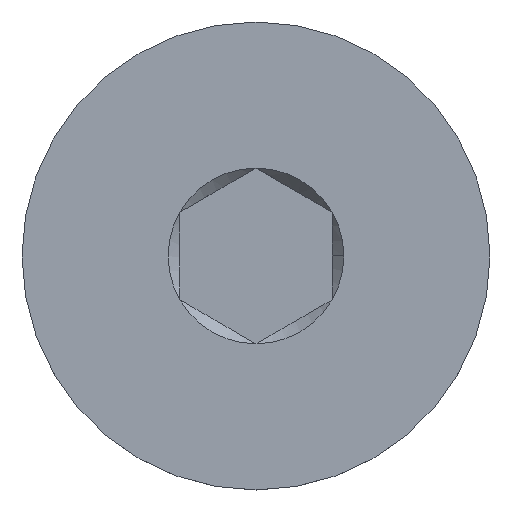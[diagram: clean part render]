
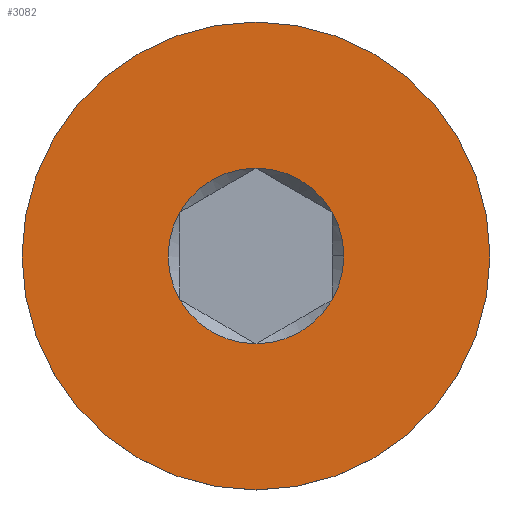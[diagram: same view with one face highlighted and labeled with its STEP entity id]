
A CAD part, top view. The second image highlights one B-rep face of the part: STEP entity #3082.
In plain terms, the highlighted planar face has unit normal (0, 0, 1).
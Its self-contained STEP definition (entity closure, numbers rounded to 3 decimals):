
#10 = VERTEX_POINT ( 'NONE', #1739 ) ;
#61 = ORIENTED_EDGE ( 'NONE', *, *, #3758, .F. ) ;
#66 = DIRECTION ( 'NONE',  ( 1., 0., 0. ) ) ;
#197 = ORIENTED_EDGE ( 'NONE', *, *, #2309, .F. ) ;
#222 = DIRECTION ( 'NONE',  ( 1., 0., 0. ) ) ;
#245 = AXIS2_PLACEMENT_3D ( 'NONE', #831, #1227, #3742 ) ;
#249 = EDGE_CURVE ( 'NONE', #3896, #10, #2280, .T. ) ;
#366 = EDGE_LOOP ( 'NONE', ( #856, #2963 ) ) ;
#407 = VERTEX_POINT ( 'NONE', #3213 ) ;
#536 = AXIS2_PLACEMENT_3D ( 'NONE', #2277, #4176, #66 ) ;
#610 = ORIENTED_EDGE ( 'NONE', *, *, #3109, .F. ) ;
#650 = VERTEX_POINT ( 'NONE', #3047 ) ;
#831 = CARTESIAN_POINT ( 'NONE',  ( 0., 0., 5. ) ) ;
#849 = CIRCLE ( 'NONE', #536, 0.751 ) ;
#856 = ORIENTED_EDGE ( 'NONE', *, *, #3486, .F. ) ;
#903 = CIRCLE ( 'NONE', #1763, 0.751 ) ;
#904 = CIRCLE ( 'NONE', #245, 0.751 ) ;
#929 = DIRECTION ( 'NONE',  ( 0., 0., 1. ) ) ;
#998 = CARTESIAN_POINT ( 'NONE',  ( 0., 0., 5. ) ) ;
#1227 = DIRECTION ( 'NONE',  ( 0., 0., 1. ) ) ;
#1234 = CARTESIAN_POINT ( 'NONE',  ( 0.751, 0., 5. ) ) ;
#1239 = VERTEX_POINT ( 'NONE', #3216 ) ;
#1303 = CIRCLE ( 'NONE', #1729, 2. ) ;
#1339 = EDGE_CURVE ( 'NONE', #407, #650, #903, .T. ) ;
#1436 = CARTESIAN_POINT ( 'NONE',  ( 0., 0., 5. ) ) ;
#1471 = CARTESIAN_POINT ( 'NONE',  ( 0., 0., 5. ) ) ;
#1527 = AXIS2_PLACEMENT_3D ( 'NONE', #2412, #3919, #1716 ) ;
#1582 = CARTESIAN_POINT ( 'NONE',  ( -0.65, 0.375, 5. ) ) ;
#1629 = ORIENTED_EDGE ( 'NONE', *, *, #1339, .F. ) ;
#1716 = DIRECTION ( 'NONE',  ( 0., -1., 0. ) ) ;
#1729 = AXIS2_PLACEMENT_3D ( 'NONE', #998, #4614, #2399 ) ;
#1739 = CARTESIAN_POINT ( 'NONE',  ( -0.65, -0.375, 5. ) ) ;
#1755 = ORIENTED_EDGE ( 'NONE', *, *, #3324, .F. ) ;
#1763 = AXIS2_PLACEMENT_3D ( 'NONE', #1842, #2948, #2173 ) ;
#1767 = DIRECTION ( 'NONE',  ( 0., 1., 0. ) ) ;
#1794 = AXIS2_PLACEMENT_3D ( 'NONE', #1436, #1801, #3637 ) ;
#1801 = DIRECTION ( 'NONE',  ( 0., 0., 1. ) ) ;
#1802 = AXIS2_PLACEMENT_3D ( 'NONE', #1471, #4045, #4781 ) ;
#1842 = CARTESIAN_POINT ( 'NONE',  ( 0., 0., 5. ) ) ;
#1919 = ORIENTED_EDGE ( 'NONE', *, *, #249, .F. ) ;
#1991 = VERTEX_POINT ( 'NONE', #4673 ) ;
#2041 = CIRCLE ( 'NONE', #2899, 0.751 ) ;
#2096 = DIRECTION ( 'NONE',  ( 0., 0., 1. ) ) ;
#2173 = DIRECTION ( 'NONE',  ( 1., 0., 0. ) ) ;
#2277 = CARTESIAN_POINT ( 'NONE',  ( 0., 0., 5. ) ) ;
#2280 = CIRCLE ( 'NONE', #1794, 0.751 ) ;
#2309 = EDGE_CURVE ( 'NONE', #650, #4486, #4011, .T. ) ;
#2399 = DIRECTION ( 'NONE',  ( 0., 1., 0. ) ) ;
#2412 = CARTESIAN_POINT ( 'NONE',  ( 0., 0., 5. ) ) ;
#2493 = CARTESIAN_POINT ( 'NONE',  ( 0., 0., 5. ) ) ;
#2899 = AXIS2_PLACEMENT_3D ( 'NONE', #3506, #2096, #222 ) ;
#2920 = EDGE_CURVE ( 'NONE', #1239, #4204, #1303, .T. ) ;
#2948 = DIRECTION ( 'NONE',  ( 0., 0., 1. ) ) ;
#2963 = ORIENTED_EDGE ( 'NONE', *, *, #2920, .F. ) ;
#3047 = CARTESIAN_POINT ( 'NONE',  ( 0.65, -0.375, 5. ) ) ;
#3082 = ADVANCED_FACE ( 'NONE', ( #3767, #3829 ), #4630, .T. ) ;
#3109 = EDGE_CURVE ( 'NONE', #1991, #4464, #3173, .T. ) ;
#3138 = AXIS2_PLACEMENT_3D ( 'NONE', #2493, #3658, #1767 ) ;
#3173 = CIRCLE ( 'NONE', #3418, 0.751 ) ;
#3213 = CARTESIAN_POINT ( 'NONE',  ( 0., -0.751, 5. ) ) ;
#3216 = CARTESIAN_POINT ( 'NONE',  ( 0., -2., 5. ) ) ;
#3324 = EDGE_CURVE ( 'NONE', #4486, #1991, #2041, .T. ) ;
#3418 = AXIS2_PLACEMENT_3D ( 'NONE', #4214, #929, #3860 ) ;
#3452 = CARTESIAN_POINT ( 'NONE',  ( 0., 0.751, 5. ) ) ;
#3486 = EDGE_CURVE ( 'NONE', #4204, #1239, #4248, .T. ) ;
#3506 = CARTESIAN_POINT ( 'NONE',  ( 0., 0., 5. ) ) ;
#3637 = DIRECTION ( 'NONE',  ( 1., 0., 0. ) ) ;
#3658 = DIRECTION ( 'NONE',  ( 0., 0., -1. ) ) ;
#3689 = ORIENTED_EDGE ( 'NONE', *, *, #3991, .F. ) ;
#3705 = EDGE_LOOP ( 'NONE', ( #610, #1755, #197, #1629, #61, #1919, #3689 ) ) ;
#3742 = DIRECTION ( 'NONE',  ( 1., 0., 0. ) ) ;
#3758 = EDGE_CURVE ( 'NONE', #10, #407, #849, .T. ) ;
#3766 = CARTESIAN_POINT ( 'NONE',  ( 0., 2., 5. ) ) ;
#3767 = FACE_BOUND ( 'NONE', #3705, .T. ) ;
#3829 = FACE_OUTER_BOUND ( 'NONE', #366, .T. ) ;
#3860 = DIRECTION ( 'NONE',  ( 1., 0., 0. ) ) ;
#3896 = VERTEX_POINT ( 'NONE', #1582 ) ;
#3919 = DIRECTION ( 'NONE',  ( 0., 0., 1. ) ) ;
#3991 = EDGE_CURVE ( 'NONE', #4464, #3896, #904, .T. ) ;
#4011 = CIRCLE ( 'NONE', #1802, 0.751 ) ;
#4045 = DIRECTION ( 'NONE',  ( 0., 0., 1. ) ) ;
#4176 = DIRECTION ( 'NONE',  ( 0., 0., 1. ) ) ;
#4204 = VERTEX_POINT ( 'NONE', #3766 ) ;
#4214 = CARTESIAN_POINT ( 'NONE',  ( 0., 0., 5. ) ) ;
#4248 = CIRCLE ( 'NONE', #3138, 2. ) ;
#4464 = VERTEX_POINT ( 'NONE', #3452 ) ;
#4486 = VERTEX_POINT ( 'NONE', #1234 ) ;
#4614 = DIRECTION ( 'NONE',  ( 0., 0., -1. ) ) ;
#4630 = PLANE ( 'NONE',  #1527 ) ;
#4673 = CARTESIAN_POINT ( 'NONE',  ( 0.65, 0.375, 5. ) ) ;
#4781 = DIRECTION ( 'NONE',  ( 1., 0., 0. ) ) ;
